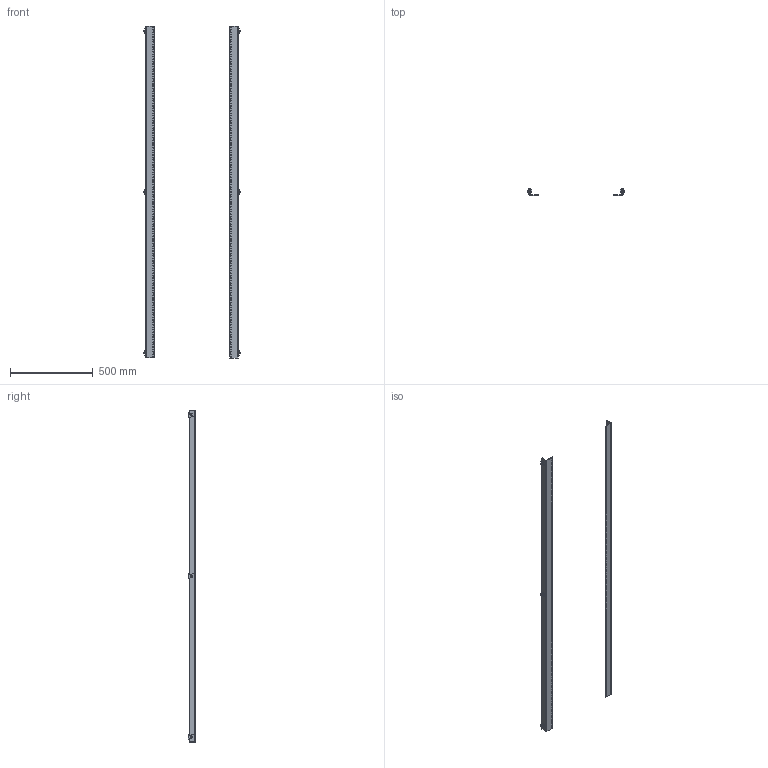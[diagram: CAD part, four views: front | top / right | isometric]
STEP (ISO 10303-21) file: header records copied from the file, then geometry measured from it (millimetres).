
FILE_DESCRIPTION (( 'STEP AP203' ), '1' );
FILE_NAME ('1418YYFHP_Default.step', '2019-11-03T00:48:25', ( '' ), ( '' ), 'SwSTEP 2.0', 'SolidWorks 2019', '' );
FILE_SCHEMA (( 'CONFIG_CONTROL_DESIGN' ));
Length unit declared in the file: inch
Products named in the file (1): 1418YYFHP_Default
Bounding box: 580.54 x 42.37 x 2000.25 mm (x, y, z)
Volume: 1089087.3 mm3; surface area: 728655.7 mm2
Topology: 20 solids, 20 shells, 794 faces, 2196 edges, 1460 vertices
Faces by surface type: cylinder 604, plane 178, cone 12
Entity records: 27177 total; most frequent: DIRECTION 5006, CARTESIAN_POINT 4451, ORIENTED_EDGE 4392, EDGE_CURVE 2196, AXIS2_PLACEMENT_3D 2015, VERTEX_POINT 1460, EDGE_LOOP 1388, CIRCLE 1220
